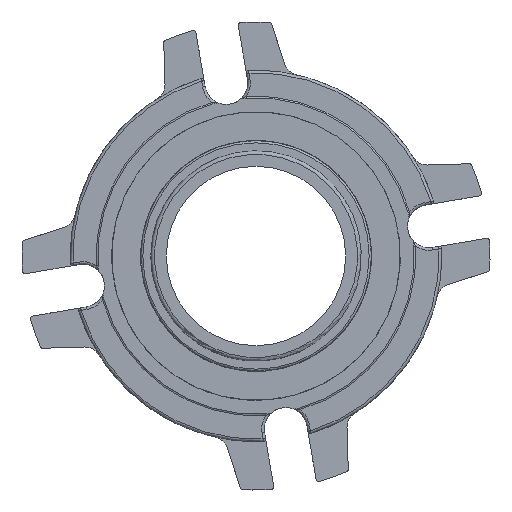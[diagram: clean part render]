
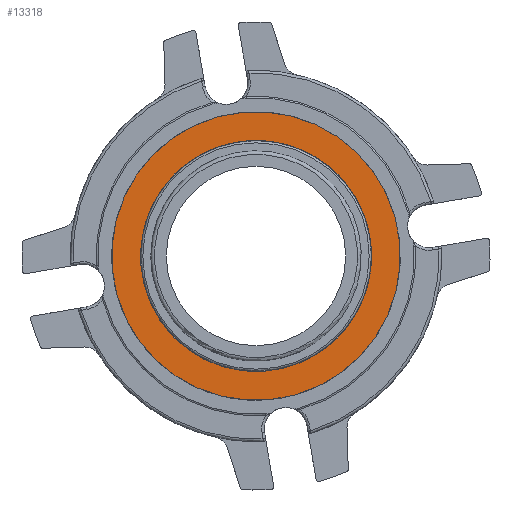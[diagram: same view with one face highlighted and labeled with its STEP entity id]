
A CAD part, left-side view. The second image highlights one B-rep face of the part: STEP entity #13318.
In plain terms, the highlighted planar face has unit normal (-1, 0, 0).
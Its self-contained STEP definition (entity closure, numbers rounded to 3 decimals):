
#1848=PLANE('',#14436);
#4578=ORIENTED_EDGE('',*,*,#5978,.F.);
#4579=ORIENTED_EDGE('',*,*,#5977,.T.);
#5977=EDGE_CURVE('',#6855,#6855,#7441,.T.);
#5978=EDGE_CURVE('',#6856,#6856,#7442,.T.);
#6855=VERTEX_POINT('',#21766);
#6856=VERTEX_POINT('',#21769);
#7441=CIRCLE('',#14435,58.738);
#7442=CIRCLE('',#14437,46.99);
#8080=EDGE_LOOP('',(#4578));
#8081=EDGE_LOOP('',(#4579));
#8739=FACE_BOUND('',#8080,.T.);
#8740=FACE_BOUND('',#8081,.T.);
#13318=ADVANCED_FACE('',(#8739,#8740),#1848,.T.);
#14435=AXIS2_PLACEMENT_3D('',#21765,#17177,#17178);
#14436=AXIS2_PLACEMENT_3D('',#21767,#17179,#17180);
#14437=AXIS2_PLACEMENT_3D('',#21768,#17181,#17182);
#17177=DIRECTION('',(-1.,0.,0.));
#17178=DIRECTION('',(0.,-0.697,0.717));
#17179=DIRECTION('',(-1.,0.,0.));
#17180=DIRECTION('',(0.,-0.697,0.717));
#17181=DIRECTION('',(-1.,0.,0.));
#17182=DIRECTION('',(0.,0.,1.));
#21765=CARTESIAN_POINT('',(1.414,-1.123,1.123));
#21766=CARTESIAN_POINT('',(1.414,-42.044,43.259));
#21767=CARTESIAN_POINT('',(1.414,-33.196,34.149));
#21768=CARTESIAN_POINT('',(1.414,-1.123,1.123));
#21769=CARTESIAN_POINT('',(1.414,-1.123,48.113));
